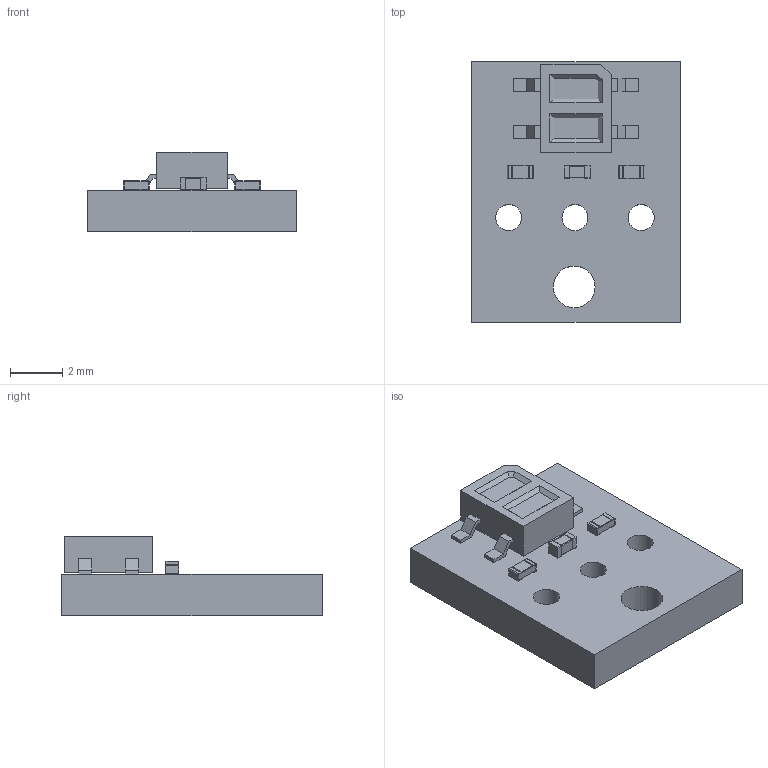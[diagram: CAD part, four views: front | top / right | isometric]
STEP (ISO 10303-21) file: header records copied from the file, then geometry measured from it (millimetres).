
FILE_DESCRIPTION(('FreeCAD Model'),'2;1');
FILE_NAME('HomingSensor_REV_01.step', '2021-04-17T16:38:23',('Author'),(''), 'Open CASCADE STEP processor 7.3','FreeCAD','Unknown');
FILE_SCHEMA(('AUTOMOTIVE_DESIGN { 1 0 10303 214 1 1 1 1 }'));
Length unit declared in the file: millimetre
Products named in the file (11): HomingSensor_REV_01; Board_Geoms_25fb; Local_CS_25fb; Pcb_25fb; PCB_Sketch_25fb; Step_Models_25fb; Top_25fb; U1_OnSemi_CASE100CY_5FA408A3; R2_R_0402_1005Metric_5FA4088F; R1_R_0402_1005Metric_5FA40D70; C1_C_0402_1005Metric_5FA4085A
Assembly tree (10 placements, depth 4):
  HomingSensor_REV_01
    Board_Geoms_25fb
      Local_CS_25fb
      Pcb_25fb
      PCB_Sketch_25fb
    Step_Models_25fb
      Top_25fb
        U1_OnSemi_CASE100CY_5FA408A3
        R2_R_0402_1005Metric_5FA4088F
        R1_R_0402_1005Metric_5FA40D70
        C1_C_0402_1005Metric_5FA4085A
Bounding box: 8 x 10 x 3.05 mm (x, y, z)
Volume: 134.2 mm3; surface area: 281 mm2
Topology: 5 solids, 5 shells, 153 faces, 393 edges, 262 vertices
Faces by surface type: plane 121, cylinder 32
Full cylindrical faces by diameter (mm): 1 x3, 1.6 x1
Entity records: 5830 total; most frequent: CARTESIAN_POINT 820, DIRECTION 786, ORIENTED_EDGE 776, EDGE_CURVE 388, LINE 328, VECTOR 328, VERTEX_POINT 253, AXIS2_PLACEMENT_3D 229
